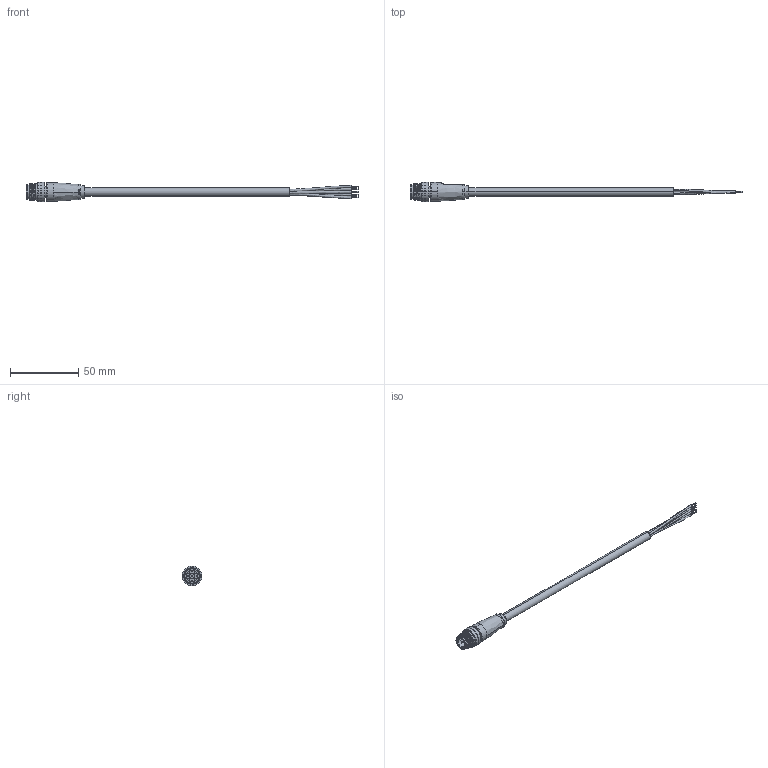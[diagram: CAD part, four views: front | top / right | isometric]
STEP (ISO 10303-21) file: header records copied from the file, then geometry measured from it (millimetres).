
FILE_DESCRIPTION (( 'STEP AP203' ), '1' );
FILE_NAME ('10-04495__revA.STEP', '2022-01-14T19:42:52', ( '' ), ( '' ), 'SwSTEP 2.0', 'SolidWorks 2021', '' );
FILE_SCHEMA (( 'CONFIG_CONTROL_DESIGN' ));
Length unit declared in the file: millimetre
Products named in the file (7): 30-01666_50mm; 50-00960_STEP; 50-00960-03___; 50-00960-01___; 50-00960-02_STEP; 24-00349_Wire O6.8 mm; 10-04495__revA
Assembly tree (10 placements, depth 3):
  10-04495__revA
    30-01666_50mm
    24-00349_Wire O6.8 mm
    50-00960_STEP
      50-00960-01___
      50-00960-02_STEP
      50-00960-03___  x5
Bounding box: 243.2 x 14.5 x 14.5 mm (x, y, z)
Volume: 9485.5 mm3; surface area: 37140.9 mm2
Topology: 191 solids, 191 shells, 1320 faces, 2583 edges, 1676 vertices
Faces by surface type: cylinder 686, plane 485, bspline 57, torus 43, cone 39, sphere 10
Entity records: 35282 total; most frequent: CARTESIAN_POINT 9228, DIRECTION 5757, ORIENTED_EDGE 4580, AXIS2_PLACEMENT_3D 2471, EDGE_CURVE 2290, VERTEX_POINT 1508, EDGE_LOOP 1408, CIRCLE 1330
